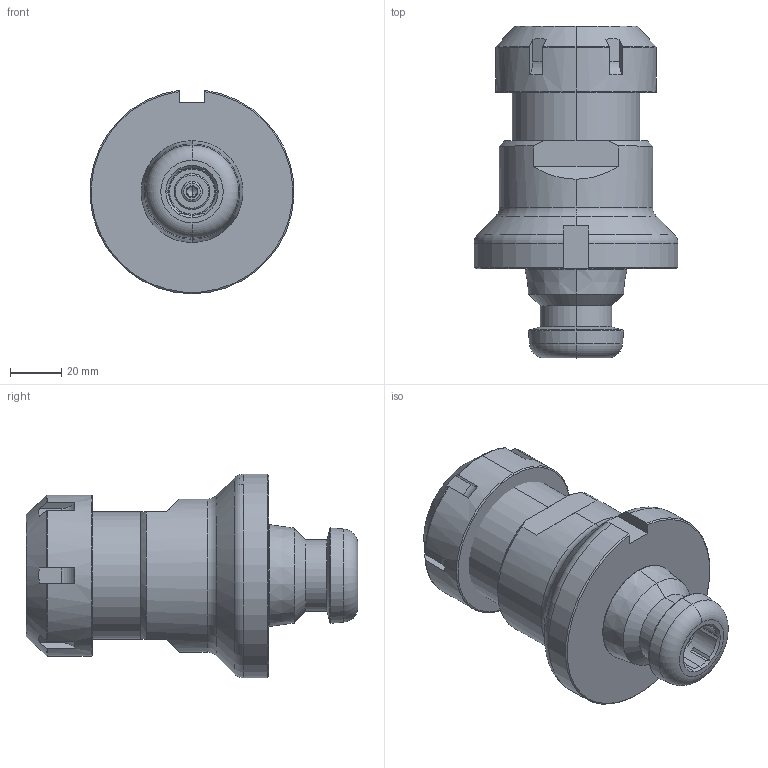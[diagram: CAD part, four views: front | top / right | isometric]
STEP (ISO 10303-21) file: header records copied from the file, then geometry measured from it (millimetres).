
FILE_DESCRIPTION (( 'STEP AP203' ), '1' );
FILE_NAME ('15.250.040.STEP', '2019-12-31T19:20:12', ( '' ), ( '' ), 'SwSTEP 2.0', 'SolidWorks 2019', '' );
FILE_SCHEMA (( 'CONFIG_CONTROL_DESIGN' ));
Length unit declared in the file: millimetre
Products named in the file (7): 10.951.060; 91390A151_91390A151; 15.260.400_15.260.402; 15.250.040_No threads; 15.250.040; 93070A272_93070A272; 93245A147_93245A147
Assembly tree (6 placements, depth 2):
  15.250.040
    15.250.040_No threads
    10.951.060
    15.260.400_15.260.402
    93070A272_93070A272
    93245A147_93245A147
    91390A151_91390A151
Bounding box: 79.84 x 130 x 79.69 mm (x, y, z)
Volume: 263590.3 mm3; surface area: 56188.3 mm2
Topology: 6 solids, 6 shells, 241 faces, 542 edges, 319 vertices
Faces by surface type: plane 94, cone 79, cylinder 46, torus 13, bspline 9
Entity records: 7680 total; most frequent: CARTESIAN_POINT 1642, DIRECTION 1162, ORIENTED_EDGE 1072, EDGE_CURVE 536, AXIS2_PLACEMENT_3D 471, VERTEX_POINT 319, EDGE_LOOP 261, ADVANCED_FACE 241
